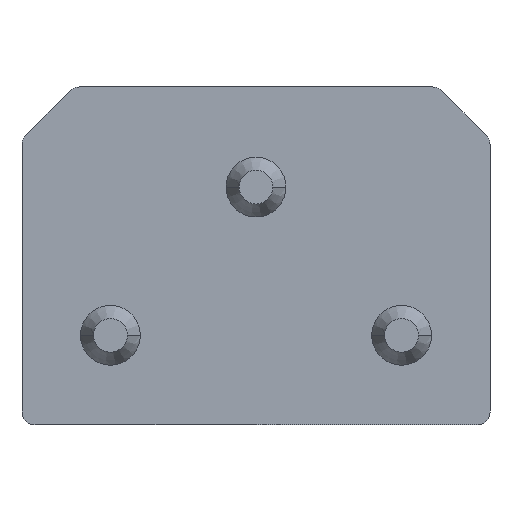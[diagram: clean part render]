
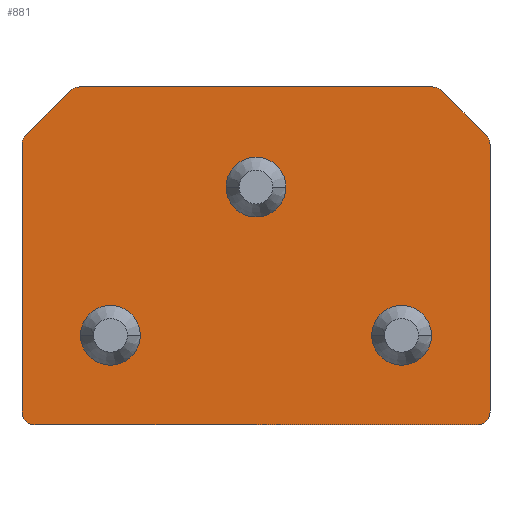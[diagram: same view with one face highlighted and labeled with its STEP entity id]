
A CAD part, front view. The second image highlights one B-rep face of the part: STEP entity #881.
In plain terms, the highlighted planar face has unit normal (0, -1, 0).
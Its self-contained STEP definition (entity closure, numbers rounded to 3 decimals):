
#5=DIRECTION('',(1.,0.,0.));
#6=VECTOR('',#5,17.);
#7=CARTESIAN_POINT('',(-8.5,-4.,0.));
#8=LINE('',#7,#6);
#33=CARTESIAN_POINT('',(-5.6,-4.,3.45));
#34=DIRECTION('',(0.,-1.,0.));
#35=DIRECTION('',(1.,0.,0.));
#36=AXIS2_PLACEMENT_3D('',#33,#34,#35);
#38=CARTESIAN_POINT('',(-5.6,-4.,3.45));
#39=DIRECTION('',(0.,-1.,0.));
#40=DIRECTION('',(-1.,0.,0.));
#41=AXIS2_PLACEMENT_3D('',#38,#39,#40);
#43=CARTESIAN_POINT('',(5.6,-4.,3.45));
#44=DIRECTION('',(0.,-1.,0.));
#45=DIRECTION('',(1.,0.,0.));
#46=AXIS2_PLACEMENT_3D('',#43,#44,#45);
#48=CARTESIAN_POINT('',(5.6,-4.,3.45));
#49=DIRECTION('',(0.,-1.,0.));
#50=DIRECTION('',(-1.,0.,0.));
#51=AXIS2_PLACEMENT_3D('',#48,#49,#50);
#53=CARTESIAN_POINT('',(0.,-4.,9.15));
#54=DIRECTION('',(0.,-1.,0.));
#55=DIRECTION('',(1.,0.,0.));
#56=AXIS2_PLACEMENT_3D('',#53,#54,#55);
#58=CARTESIAN_POINT('',(0.,-4.,9.15));
#59=DIRECTION('',(0.,-1.,0.));
#60=DIRECTION('',(-1.,0.,0.));
#61=AXIS2_PLACEMENT_3D('',#58,#59,#60);
#63=CARTESIAN_POINT('',(-8.5,-4.,0.5));
#64=DIRECTION('',(0.,-1.,0.));
#65=DIRECTION('',(-1.,0.,0.));
#66=AXIS2_PLACEMENT_3D('',#63,#64,#65);
#68=DIRECTION('',(0.,0.,1.));
#69=VECTOR('',#68,10.293);
#70=CARTESIAN_POINT('',(-9.,-4.,0.5));
#71=LINE('',#70,#69);
#72=CARTESIAN_POINT('',(-8.5,-4.,10.793));
#73=DIRECTION('',(0.,-1.,0.));
#74=DIRECTION('',(-0.707,0.,0.707));
#75=AXIS2_PLACEMENT_3D('',#72,#73,#74);
#77=DIRECTION('',(-0.707,0.,-0.707));
#78=VECTOR('',#77,2.414);
#79=CARTESIAN_POINT('',(-7.146,-4.,12.854));
#80=LINE('',#79,#78);
#81=CARTESIAN_POINT('',(-6.793,-4.,12.5));
#82=DIRECTION('',(0.,-1.,0.));
#83=DIRECTION('',(0.,0.,1.));
#84=AXIS2_PLACEMENT_3D('',#81,#82,#83);
#86=CARTESIAN_POINT('',(6.793,-4.,12.5));
#87=DIRECTION('',(0.,-1.,0.));
#88=DIRECTION('',(0.707,0.,0.707));
#89=AXIS2_PLACEMENT_3D('',#86,#87,#88);
#91=DIRECTION('',(-0.707,0.,0.707));
#92=VECTOR('',#91,2.414);
#93=CARTESIAN_POINT('',(8.854,-4.,11.146));
#94=LINE('',#93,#92);
#95=CARTESIAN_POINT('',(8.5,-4.,10.793));
#96=DIRECTION('',(0.,-1.,0.));
#97=DIRECTION('',(1.,0.,0.));
#98=AXIS2_PLACEMENT_3D('',#95,#96,#97);
#100=CARTESIAN_POINT('',(8.5,-4.,0.5));
#101=DIRECTION('',(0.,-1.,0.));
#102=DIRECTION('',(0.,0.,-1.));
#103=AXIS2_PLACEMENT_3D('',#100,#101,#102);
#482=DIRECTION('',(1.,0.,0.));
#483=VECTOR('',#482,13.586);
#484=CARTESIAN_POINT('',(-6.793,-4.,13.));
#485=LINE('',#484,#483);
#615=DIRECTION('',(0.,0.,1.));
#616=VECTOR('',#615,10.293);
#617=CARTESIAN_POINT('',(9.,-4.,0.5));
#618=LINE('',#617,#616);
#659=CARTESIAN_POINT('',(-4.45,-4.,3.45));
#660=CARTESIAN_POINT('',(-6.75,-4.,3.45));
#661=VERTEX_POINT('',#659);
#662=VERTEX_POINT('',#660);
#663=CARTESIAN_POINT('',(6.75,-4.,3.45));
#664=CARTESIAN_POINT('',(4.45,-4.,3.45));
#665=VERTEX_POINT('',#663);
#666=VERTEX_POINT('',#664);
#667=CARTESIAN_POINT('',(1.15,-4.,9.15));
#668=CARTESIAN_POINT('',(-1.15,-4.,9.15));
#669=VERTEX_POINT('',#667);
#670=VERTEX_POINT('',#668);
#719=CARTESIAN_POINT('',(-9.,-4.,0.5));
#720=CARTESIAN_POINT('',(-8.5,-4.,0.));
#721=VERTEX_POINT('',#719);
#722=VERTEX_POINT('',#720);
#737=CARTESIAN_POINT('',(-8.854,-4.,11.146));
#738=CARTESIAN_POINT('',(-9.,-4.,10.793));
#739=VERTEX_POINT('',#737);
#740=VERTEX_POINT('',#738);
#745=CARTESIAN_POINT('',(-6.793,-4.,13.));
#746=CARTESIAN_POINT('',(-7.146,-4.,12.854));
#747=VERTEX_POINT('',#745);
#748=VERTEX_POINT('',#746);
#749=CARTESIAN_POINT('',(8.5,-4.,0.));
#750=CARTESIAN_POINT('',(9.,-4.,0.5));
#751=VERTEX_POINT('',#749);
#752=VERTEX_POINT('',#750);
#757=CARTESIAN_POINT('',(9.,-4.,10.793));
#758=CARTESIAN_POINT('',(8.854,-4.,11.146));
#759=VERTEX_POINT('',#757);
#760=VERTEX_POINT('',#758);
#773=CARTESIAN_POINT('',(7.146,-4.,12.854));
#774=CARTESIAN_POINT('',(6.793,-4.,13.));
#775=VERTEX_POINT('',#773);
#776=VERTEX_POINT('',#774);
#834=CARTESIAN_POINT('',(-9.,-4.,0.));
#835=DIRECTION('',(0.,-1.,0.));
#836=DIRECTION('',(1.,0.,0.));
#837=AXIS2_PLACEMENT_3D('',#834,#835,#836);
#838=PLANE('',#837);
#839=ORIENTED_EDGE('',*,*,#824,.F.);
#841=ORIENTED_EDGE('',*,*,#840,.T.);
#843=ORIENTED_EDGE('',*,*,#842,.F.);
#845=ORIENTED_EDGE('',*,*,#844,.F.);
#847=ORIENTED_EDGE('',*,*,#846,.F.);
#849=ORIENTED_EDGE('',*,*,#848,.T.);
#851=ORIENTED_EDGE('',*,*,#850,.F.);
#853=ORIENTED_EDGE('',*,*,#852,.F.);
#855=ORIENTED_EDGE('',*,*,#854,.F.);
#857=ORIENTED_EDGE('',*,*,#856,.F.);
#859=ORIENTED_EDGE('',*,*,#858,.F.);
#860=ORIENTED_EDGE('',*,*,#794,.F.);
#861=EDGE_LOOP('',(#839,#841,#843,#845,#847,#849,#851,#853,#855,#857,#859,
#860));
#862=FACE_OUTER_BOUND('',#861,.F.);
#864=ORIENTED_EDGE('',*,*,#863,.T.);
#866=ORIENTED_EDGE('',*,*,#865,.T.);
#867=EDGE_LOOP('',(#864,#866));
#868=FACE_BOUND('',#867,.F.);
#870=ORIENTED_EDGE('',*,*,#869,.T.);
#872=ORIENTED_EDGE('',*,*,#871,.T.);
#873=EDGE_LOOP('',(#870,#872));
#874=FACE_BOUND('',#873,.F.);
#876=ORIENTED_EDGE('',*,*,#875,.T.);
#878=ORIENTED_EDGE('',*,*,#877,.T.);
#879=EDGE_LOOP('',(#876,#878));
#880=FACE_BOUND('',#879,.F.);
#37=CIRCLE('',#36,1.15);
#42=CIRCLE('',#41,1.15);
#47=CIRCLE('',#46,1.15);
#52=CIRCLE('',#51,1.15);
#57=CIRCLE('',#56,1.15);
#62=CIRCLE('',#61,1.15);
#67=CIRCLE('',#66,0.5);
#76=CIRCLE('',#75,0.5);
#85=CIRCLE('',#84,0.5);
#90=CIRCLE('',#89,0.5);
#99=CIRCLE('',#98,0.5);
#104=CIRCLE('',#103,0.5);
#794=EDGE_CURVE('',#722,#751,#8,.T.);
#824=EDGE_CURVE('',#721,#722,#67,.T.);
#840=EDGE_CURVE('',#721,#740,#71,.T.);
#842=EDGE_CURVE('',#739,#740,#76,.T.);
#844=EDGE_CURVE('',#748,#739,#80,.T.);
#846=EDGE_CURVE('',#747,#748,#85,.T.);
#848=EDGE_CURVE('',#747,#776,#485,.T.);
#850=EDGE_CURVE('',#775,#776,#90,.T.);
#852=EDGE_CURVE('',#760,#775,#94,.T.);
#854=EDGE_CURVE('',#759,#760,#99,.T.);
#856=EDGE_CURVE('',#752,#759,#618,.T.);
#858=EDGE_CURVE('',#751,#752,#104,.T.);
#863=EDGE_CURVE('',#665,#666,#47,.T.);
#865=EDGE_CURVE('',#666,#665,#52,.T.);
#869=EDGE_CURVE('',#669,#670,#57,.T.);
#871=EDGE_CURVE('',#670,#669,#62,.T.);
#875=EDGE_CURVE('',#661,#662,#37,.T.);
#877=EDGE_CURVE('',#662,#661,#42,.T.);
#881=ADVANCED_FACE('',(#862,#868,#874,#880),#838,.T.);
